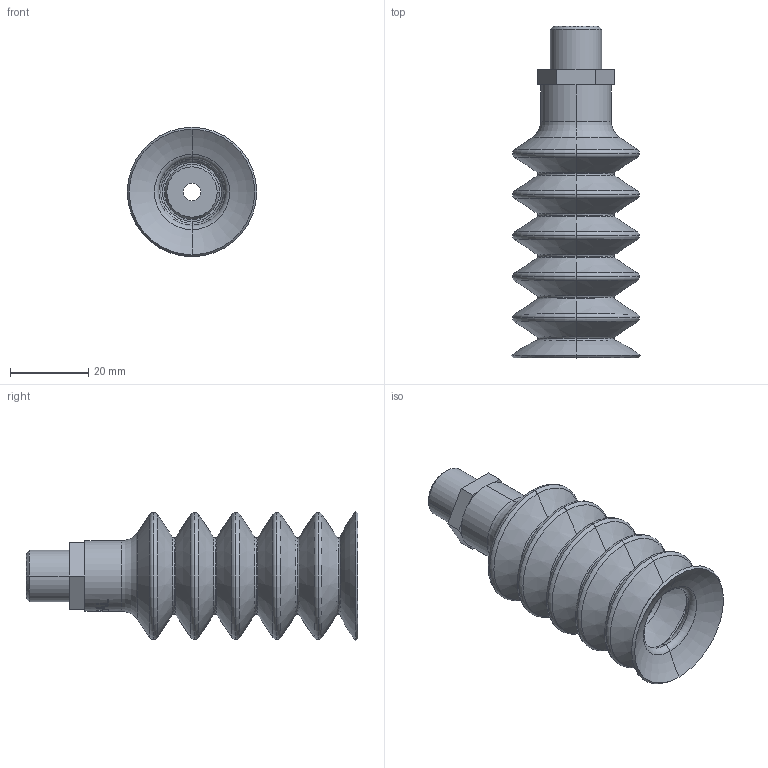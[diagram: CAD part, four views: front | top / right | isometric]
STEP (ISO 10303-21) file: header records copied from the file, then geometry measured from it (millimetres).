
FILE_DESCRIPTION(('STEP AP214'),'1');
FILE_NAME('COVAL_VSD32SIT3IM14.stp','2017-12-27T18:37:58',('TraceParts'),('TraceParts S.A.'),'Spatial InterOp 3D',' ',' ');
FILE_SCHEMA(('automotive_design'));
Length unit declared in the file: millimetre
Products named in the file (2): COVAL_VSD32SIT3IM14_1; COVAL_VSD32SIT3IM14_2
Bounding box: 32.98 x 84.64 x 32.98 mm (x, y, z)
Volume: 15672.4 mm3; surface area: 17984.1 mm2
Topology: 2 solids, 2 shells, 211 faces, 459 edges, 262 vertices
Faces by surface type: torus 86, cone 46, bspline 29, plane 28, cylinder 22
Entity records: 12128 total; most frequent: CARTESIAN_POINT 5889, DIRECTION 1000, ORIENTED_EDGE 918, EDGE_CURVE 459, AXIS2_PLACEMENT_3D 454, CIRCLE 270, VERTEX_POINT 262, EDGE_LOOP 225
